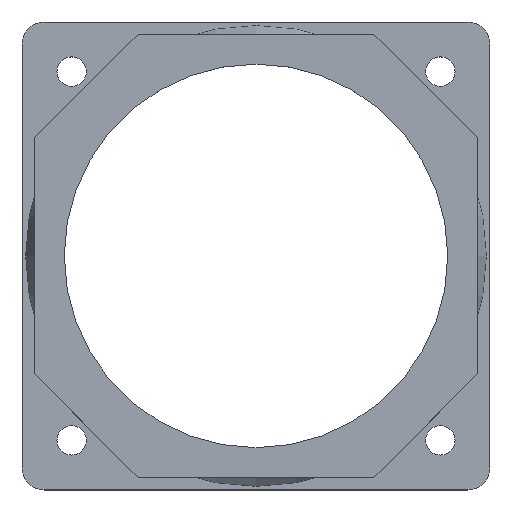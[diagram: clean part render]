
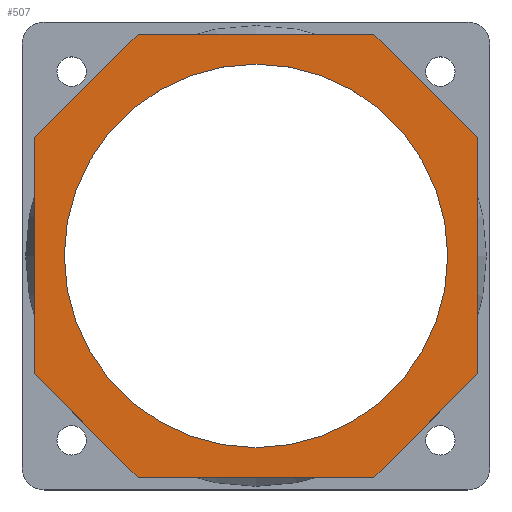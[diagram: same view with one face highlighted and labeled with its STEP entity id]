
A CAD part, top view. The second image highlights one B-rep face of the part: STEP entity #507.
In plain terms, the highlighted planar face has unit normal (0, 0, 1).
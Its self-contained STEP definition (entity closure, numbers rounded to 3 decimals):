
#28=FACE_BOUND('',#101,.T.);
#40=CIRCLE('',#548,26.);
#71=FACE_OUTER_BOUND('',#100,.T.);
#100=EDGE_LOOP('',(#386,#387,#388,#389,#390,#391,#392,#393));
#101=EDGE_LOOP('',(#394));
#129=LINE('',#743,#177);
#140=LINE('',#767,#188);
#142=LINE('',#771,#190);
#144=LINE('',#776,#192);
#148=LINE('',#782,#196);
#149=LINE('',#785,#197);
#152=LINE('',#794,#200);
#153=LINE('',#796,#201);
#177=VECTOR('',#593,10.);
#188=VECTOR('',#610,10.);
#190=VECTOR('',#614,10.);
#192=VECTOR('',#618,10.);
#196=VECTOR('',#624,10.);
#197=VECTOR('',#627,10.);
#200=VECTOR('',#638,10.);
#201=VECTOR('',#641,10.);
#225=VERTEX_POINT('',#741);
#226=VERTEX_POINT('',#742);
#236=VERTEX_POINT('',#766);
#237=VERTEX_POINT('',#770);
#238=VERTEX_POINT('',#774);
#239=VERTEX_POINT('',#775);
#240=VERTEX_POINT('',#780);
#241=VERTEX_POINT('',#784);
#242=VERTEX_POINT('',#788);
#271=EDGE_CURVE('',#225,#226,#129,.T.);
#283=EDGE_CURVE('',#236,#226,#140,.T.);
#285=EDGE_CURVE('',#236,#237,#142,.T.);
#287=EDGE_CURVE('',#238,#239,#144,.T.);
#291=EDGE_CURVE('',#238,#240,#148,.T.);
#292=EDGE_CURVE('',#241,#240,#149,.T.);
#294=EDGE_CURVE('',#242,#242,#40,.T.);
#297=EDGE_CURVE('',#241,#237,#152,.T.);
#298=EDGE_CURVE('',#225,#239,#153,.T.);
#386=ORIENTED_EDGE('',*,*,#271,.F.);
#387=ORIENTED_EDGE('',*,*,#298,.T.);
#388=ORIENTED_EDGE('',*,*,#287,.F.);
#389=ORIENTED_EDGE('',*,*,#291,.T.);
#390=ORIENTED_EDGE('',*,*,#292,.F.);
#391=ORIENTED_EDGE('',*,*,#297,.T.);
#392=ORIENTED_EDGE('',*,*,#285,.F.);
#393=ORIENTED_EDGE('',*,*,#283,.T.);
#394=ORIENTED_EDGE('',*,*,#294,.T.);
#490=PLANE('',#552);
#507=ADVANCED_FACE('',(#71,#28),#490,.T.);
#548=AXIS2_PLACEMENT_3D('',#789,#631,#632);
#552=AXIS2_PLACEMENT_3D('',#797,#642,#643);
#593=DIRECTION('',(0.707,0.707,0.));
#610=DIRECTION('',(-1.,0.,0.));
#614=DIRECTION('',(0.707,-0.707,0.));
#618=DIRECTION('',(-0.707,0.707,0.));
#624=DIRECTION('',(1.,0.,0.));
#627=DIRECTION('',(-0.707,-0.707,0.));
#631=DIRECTION('center_axis',(0.,0.,-1.));
#632=DIRECTION('ref_axis',(1.,0.,0.));
#638=DIRECTION('',(0.,1.,0.));
#641=DIRECTION('',(0.,-1.,0.));
#642=DIRECTION('center_axis',(0.,0.,1.));
#643=DIRECTION('ref_axis',(-1.,0.,0.));
#741=CARTESIAN_POINT('',(-30.,16.,7.));
#742=CARTESIAN_POINT('',(-16.,30.,7.));
#743=CARTESIAN_POINT('',(-23.,23.,7.));
#766=CARTESIAN_POINT('',(16.,30.,7.));
#767=CARTESIAN_POINT('',(-30.,30.,7.));
#770=CARTESIAN_POINT('',(30.,16.,7.));
#771=CARTESIAN_POINT('',(23.,23.,7.));
#774=CARTESIAN_POINT('',(-16.,-30.,7.));
#775=CARTESIAN_POINT('',(-30.,-16.,7.));
#776=CARTESIAN_POINT('',(-23.,-23.,7.));
#780=CARTESIAN_POINT('',(16.,-30.,7.));
#782=CARTESIAN_POINT('',(30.,-30.,7.));
#784=CARTESIAN_POINT('',(30.,-16.,7.));
#785=CARTESIAN_POINT('',(23.,-23.,7.));
#788=CARTESIAN_POINT('',(-26.,0.,7.));
#789=CARTESIAN_POINT('Origin',(0.,0.,7.));
#794=CARTESIAN_POINT('',(30.,30.,7.));
#796=CARTESIAN_POINT('',(-30.,-30.,7.));
#797=CARTESIAN_POINT('Origin',(0.,0.,7.));
